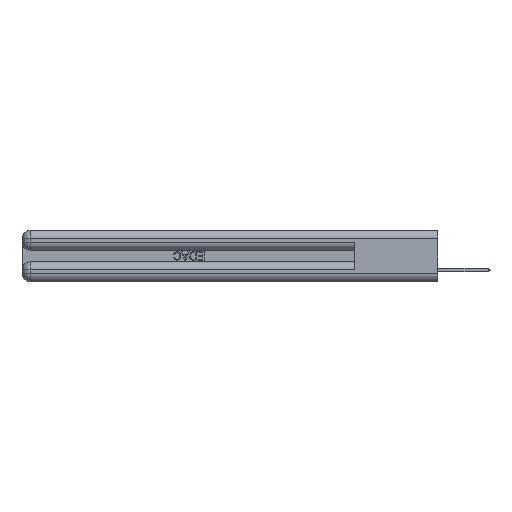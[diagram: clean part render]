
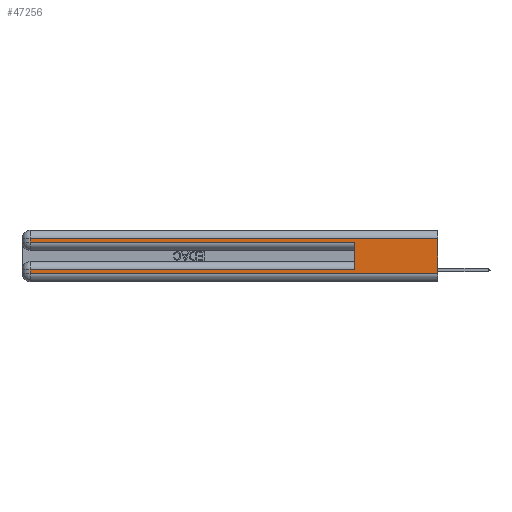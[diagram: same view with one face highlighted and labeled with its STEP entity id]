
A CAD part, left-side view. The second image highlights one B-rep face of the part: STEP entity #47256.
In plain terms, the highlighted planar face has unit normal (-1, 0, 0).
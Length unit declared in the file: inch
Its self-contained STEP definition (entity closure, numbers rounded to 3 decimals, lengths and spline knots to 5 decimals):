
#476 = ORIENTED_EDGE ( 'NONE', *, *, #8316, .F. ) ;
#557 = DIRECTION ( 'NONE',  ( 0., 0., -1. ) ) ;
#2288 = EDGE_CURVE ( 'NONE', #10452, #17968, #7139, .T. ) ;
#2984 = VERTEX_POINT ( 'NONE', #31372 ) ;
#3728 = ORIENTED_EDGE ( 'NONE', *, *, #29545, .T. ) ;
#4011 = DIRECTION ( 'NONE',  ( 0., 1., 0. ) ) ;
#4296 = LINE ( 'NONE', #23806, #7761 ) ;
#4342 = ORIENTED_EDGE ( 'NONE', *, *, #45353, .T. ) ;
#5206 = DIRECTION ( 'NONE',  ( 0., -1., 0. ) ) ;
#5775 = DIRECTION ( 'NONE',  ( 0., 0., 1. ) ) ;
#6368 = ORIENTED_EDGE ( 'NONE', *, *, #37809, .T. ) ;
#7139 = LINE ( 'NONE', #43382, #36217 ) ;
#7567 = VECTOR ( 'NONE', #36663, 39.37008 ) ;
#7761 = VECTOR ( 'NONE', #17907, 39.37008 ) ;
#8316 = EDGE_CURVE ( 'NONE', #25429, #44252, #22086, .T. ) ;
#8561 = CARTESIAN_POINT ( 'NONE',  ( 0., 0., 0.37 ) ) ;
#9313 = VECTOR ( 'NONE', #38818, 39.37008 ) ;
#10082 = LINE ( 'NONE', #40163, #18591 ) ;
#10404 = AXIS2_PLACEMENT_3D ( 'NONE', #8561, #19072, #557 ) ;
#10452 = VERTEX_POINT ( 'NONE', #22430 ) ;
#11879 = CARTESIAN_POINT ( 'NONE',  ( 0., 2.94, 0.31 ) ) ;
#12343 = LINE ( 'NONE', #33611, #23179 ) ;
#13840 = LINE ( 'NONE', #44239, #7567 ) ;
#16447 = CARTESIAN_POINT ( 'NONE',  ( 0., 0.6, 0.285 ) ) ;
#17907 = DIRECTION ( 'NONE',  ( 0., -1., 0. ) ) ;
#17968 = VERTEX_POINT ( 'NONE', #16447 ) ;
#18114 = EDGE_CURVE ( 'NONE', #25429, #36399, #38492, .T. ) ;
#18591 = VECTOR ( 'NONE', #26623, 39.37008 ) ;
#18949 = CARTESIAN_POINT ( 'NONE',  ( 0., 0., 0.06 ) ) ;
#19072 = DIRECTION ( 'NONE',  ( 1., 0., 0. ) ) ;
#19863 = CARTESIAN_POINT ( 'NONE',  ( 0., 0., 0.06 ) ) ;
#21269 = ORIENTED_EDGE ( 'NONE', *, *, #28265, .T. ) ;
#22086 = LINE ( 'NONE', #30456, #39792 ) ;
#22430 = CARTESIAN_POINT ( 'NONE',  ( 0., 0.6, 0.085 ) ) ;
#22476 = PLANE ( 'NONE',  #10404 ) ;
#23179 = VECTOR ( 'NONE', #4011, 39.37008 ) ;
#23806 = CARTESIAN_POINT ( 'NONE',  ( 0., 0., 0.285 ) ) ;
#25156 = ORIENTED_EDGE ( 'NONE', *, *, #2288, .F. ) ;
#25429 = VERTEX_POINT ( 'NONE', #29582 ) ;
#25688 = EDGE_CURVE ( 'NONE', #33384, #17968, #4296, .T. ) ;
#26623 = DIRECTION ( 'NONE',  ( 0., 0., -1. ) ) ;
#28265 = EDGE_CURVE ( 'NONE', #33922, #2984, #13840, .T. ) ;
#29545 = EDGE_CURVE ( 'NONE', #10452, #33922, #12343, .T. ) ;
#29582 = CARTESIAN_POINT ( 'NONE',  ( 0., 0., 0.31 ) ) ;
#30051 = CARTESIAN_POINT ( 'NONE',  ( 0., 2.94, 0.285 ) ) ;
#30412 = CARTESIAN_POINT ( 'NONE',  ( 0., 2.94, 0.085 ) ) ;
#30456 = CARTESIAN_POINT ( 'NONE',  ( 0., 0., 0.37 ) ) ;
#31372 = CARTESIAN_POINT ( 'NONE',  ( 0., 2.94, 0.06 ) ) ;
#33384 = VERTEX_POINT ( 'NONE', #30051 ) ;
#33611 = CARTESIAN_POINT ( 'NONE',  ( 0., 0., 0.085 ) ) ;
#33922 = VERTEX_POINT ( 'NONE', #30412 ) ;
#34454 = DIRECTION ( 'NONE',  ( 0., 0., -1. ) ) ;
#34894 = LINE ( 'NONE', #19863, #39550 ) ;
#36217 = VECTOR ( 'NONE', #5775, 39.37008 ) ;
#36399 = VERTEX_POINT ( 'NONE', #11879 ) ;
#36663 = DIRECTION ( 'NONE',  ( 0., 0., -1. ) ) ;
#37809 = EDGE_CURVE ( 'NONE', #2984, #44252, #34894, .T. ) ;
#38492 = LINE ( 'NONE', #39149, #9313 ) ;
#38818 = DIRECTION ( 'NONE',  ( 0., 1., 0. ) ) ;
#39149 = CARTESIAN_POINT ( 'NONE',  ( 0., 0., 0.31 ) ) ;
#39550 = VECTOR ( 'NONE', #5206, 39.37008 ) ;
#39792 = VECTOR ( 'NONE', #34454, 39.37008 ) ;
#40003 = EDGE_LOOP ( 'NONE', ( #476, #41727, #4342, #41357, #25156, #3728, #21269, #6368 ) ) ;
#40163 = CARTESIAN_POINT ( 'NONE',  ( 0., 2.94, 0.37 ) ) ;
#41357 = ORIENTED_EDGE ( 'NONE', *, *, #25688, .T. ) ;
#41727 = ORIENTED_EDGE ( 'NONE', *, *, #18114, .T. ) ;
#42312 = FACE_OUTER_BOUND ( 'NONE', #40003, .T. ) ;
#43382 = CARTESIAN_POINT ( 'NONE',  ( 0., 0.6, 0.145 ) ) ;
#44239 = CARTESIAN_POINT ( 'NONE',  ( 0., 2.94, 0.37 ) ) ;
#44252 = VERTEX_POINT ( 'NONE', #18949 ) ;
#45353 = EDGE_CURVE ( 'NONE', #36399, #33384, #10082, .T. ) ;
#47256 = ADVANCED_FACE ( 'NONE', ( #42312 ), #22476, .F. ) ;
